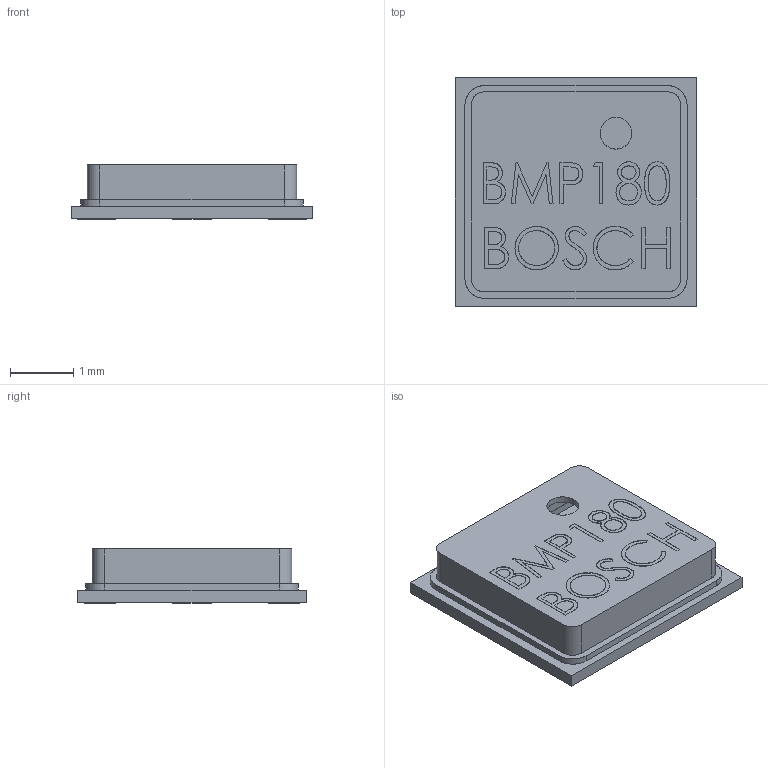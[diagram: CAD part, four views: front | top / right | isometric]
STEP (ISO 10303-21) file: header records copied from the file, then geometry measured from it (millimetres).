
FILE_DESCRIPTION(('FreeCAD Model'),'2;1');
FILE_NAME('bmp180_3d.step','2018-08-05T17:32:16',('Author'),(''), 'Open CASCADE STEP processor 7.2','FreeCAD','Unknown');
FILE_SCHEMA(('AUTOMOTIVE_DESIGN { 1 0 10303 214 1 1 1 1 }'));
Length unit declared in the file: millimetre
Products named in the file (2): BMP180; BMP180001
Bounding box: 3.8 x 3.6 x 0.86 mm (x, y, z)
Surface area: 68.5 mm2 (no closed solid volume)
Topology: 0 solids, 239 shells, 239 faces, 2140 edges, 2140 vertices
Faces by surface type: bspline 225, revolution 14
Entity records: 40538 total; most frequent: CARTESIAN_POINT 17895, B_SPLINE_CURVE_WITH_KNOTS 3406, ORIENTED_EDGE 2140, EDGE_CURVE 2140, VERTEX_POINT 2140, SURFACE_CURVE 2140, PCURVE 2140, DEFINITIONAL_REPRESENTATION 2140
